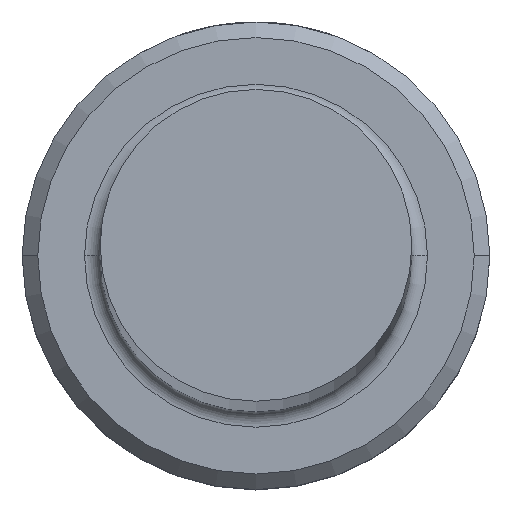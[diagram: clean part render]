
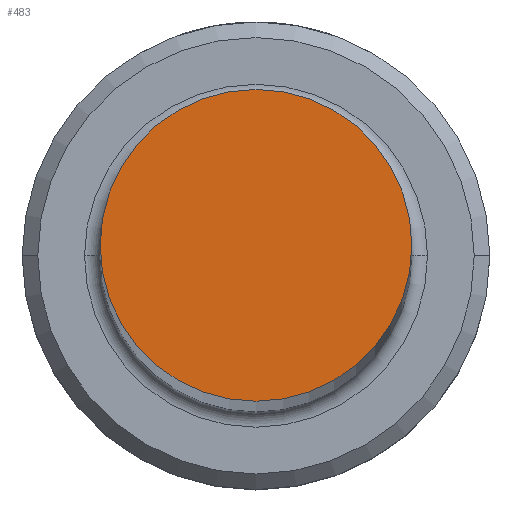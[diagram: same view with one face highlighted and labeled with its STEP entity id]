
A CAD part, top view. The second image highlights one B-rep face of the part: STEP entity #483.
In plain terms, the highlighted planar face has unit normal (0, 0, 1).
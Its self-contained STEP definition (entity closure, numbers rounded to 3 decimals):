
#1 = CARTESIAN_POINT ( 'NONE',  ( 0., 0., 200. ) ) ;
#37 = CIRCLE ( 'NONE', #622, 5. ) ;
#113 = DIRECTION ( 'NONE',  ( 1., 0., 0. ) ) ;
#128 = ORIENTED_EDGE ( 'NONE', *, *, #1163, .T. ) ;
#330 = DIRECTION ( 'NONE',  ( 0., 0., 1. ) ) ;
#348 = CARTESIAN_POINT ( 'NONE',  ( 5., 0., 200. ) ) ;
#383 = EDGE_CURVE ( 'NONE', #1177, #473, #37, .T. ) ;
#473 = VERTEX_POINT ( 'NONE', #348 ) ;
#483 = ADVANCED_FACE ( 'NONE', ( #854 ), #1178, .T. ) ;
#536 = CARTESIAN_POINT ( 'NONE',  ( 0., 0., 200. ) ) ;
#622 = AXIS2_PLACEMENT_3D ( 'NONE', #900, #330, #992 ) ;
#634 = DIRECTION ( 'NONE',  ( 1., 0., 0. ) ) ;
#659 = DIRECTION ( 'NONE',  ( 0., 0., 1. ) ) ;
#854 = FACE_OUTER_BOUND ( 'NONE', #896, .T. ) ;
#860 = ORIENTED_EDGE ( 'NONE', *, *, #383, .T. ) ;
#896 = EDGE_LOOP ( 'NONE', ( #860, #128 ) ) ;
#900 = CARTESIAN_POINT ( 'NONE',  ( 0., 0., 200. ) ) ;
#932 = CIRCLE ( 'NONE', #1193, 5. ) ;
#940 = CARTESIAN_POINT ( 'NONE',  ( -5., 0., 200. ) ) ;
#992 = DIRECTION ( 'NONE',  ( 1., 0., 0. ) ) ;
#1103 = AXIS2_PLACEMENT_3D ( 'NONE', #536, #1183, #634 ) ;
#1163 = EDGE_CURVE ( 'NONE', #473, #1177, #932, .T. ) ;
#1177 = VERTEX_POINT ( 'NONE', #940 ) ;
#1178 = PLANE ( 'NONE',  #1103 ) ;
#1183 = DIRECTION ( 'NONE',  ( 0., 0., 1. ) ) ;
#1193 = AXIS2_PLACEMENT_3D ( 'NONE', #1, #659, #113 ) ;
